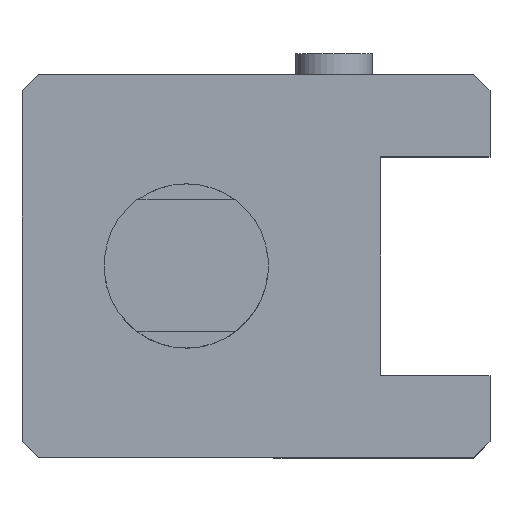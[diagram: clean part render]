
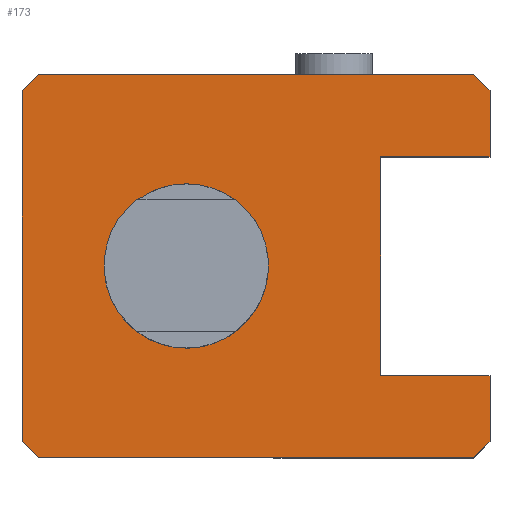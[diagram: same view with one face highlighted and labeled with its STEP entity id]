
A CAD part, top view. The second image highlights one B-rep face of the part: STEP entity #173.
In plain terms, the highlighted planar face has unit normal (0, 0, 1).
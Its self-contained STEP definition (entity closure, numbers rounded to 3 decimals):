
#50=LINE('',#680,#103);
#53=LINE('',#686,#106);
#57=LINE('',#694,#110);
#58=LINE('',#696,#111);
#66=LINE('',#714,#119);
#68=LINE('',#717,#121);
#71=LINE('',#723,#124);
#77=LINE('',#735,#130);
#84=LINE('',#747,#137);
#85=LINE('',#749,#138);
#86=LINE('',#751,#139);
#87=LINE('',#753,#140);
#103=VECTOR('',#557,1.);
#106=VECTOR('',#562,1.);
#110=VECTOR('',#568,1.);
#111=VECTOR('',#571,1.);
#119=VECTOR('',#581,1.);
#121=VECTOR('',#585,1.);
#124=VECTOR('',#590,1.);
#130=VECTOR('',#598,1.);
#137=VECTOR('',#609,1.);
#138=VECTOR('',#610,1.);
#139=VECTOR('',#611,1.);
#140=VECTOR('',#612,1.);
#173=ADVANCED_FACE('',(#221),#198,.F.);
#198=PLANE('',#523);
#221=FACE_OUTER_BOUND('',#248,.T.);
#248=EDGE_LOOP('',(#316,#317,#318,#319,#320,#321,#322,#323,#324,#325,#326,
#327));
#316=ORIENTED_EDGE('',*,*,#445,.F.);
#317=ORIENTED_EDGE('',*,*,#463,.F.);
#318=ORIENTED_EDGE('',*,*,#464,.F.);
#319=ORIENTED_EDGE('',*,*,#465,.F.);
#320=ORIENTED_EDGE('',*,*,#466,.F.);
#321=ORIENTED_EDGE('',*,*,#450,.F.);
#322=ORIENTED_EDGE('',*,*,#447,.F.);
#323=ORIENTED_EDGE('',*,*,#437,.F.);
#324=ORIENTED_EDGE('',*,*,#456,.F.);
#325=ORIENTED_EDGE('',*,*,#432,.F.);
#326=ORIENTED_EDGE('',*,*,#429,.F.);
#327=ORIENTED_EDGE('',*,*,#436,.F.);
#388=VERTEX_POINT('',#679);
#389=VERTEX_POINT('',#681);
#391=VERTEX_POINT('',#687);
#393=VERTEX_POINT('',#693);
#394=VERTEX_POINT('',#697);
#395=VERTEX_POINT('',#698);
#402=VERTEX_POINT('',#713);
#403=VERTEX_POINT('',#718);
#405=VERTEX_POINT('',#724);
#413=VERTEX_POINT('',#748);
#414=VERTEX_POINT('',#750);
#415=VERTEX_POINT('',#752);
#429=EDGE_CURVE('',#388,#389,#50,.T.);
#432=EDGE_CURVE('',#389,#391,#53,.T.);
#436=EDGE_CURVE('',#393,#388,#57,.T.);
#437=EDGE_CURVE('',#394,#395,#58,.T.);
#445=EDGE_CURVE('',#402,#393,#66,.T.);
#447=EDGE_CURVE('',#395,#403,#68,.T.);
#450=EDGE_CURVE('',#403,#405,#71,.T.);
#456=EDGE_CURVE('',#391,#394,#77,.T.);
#463=EDGE_CURVE('',#413,#402,#84,.T.);
#464=EDGE_CURVE('',#414,#413,#85,.T.);
#465=EDGE_CURVE('',#415,#414,#86,.T.);
#466=EDGE_CURVE('',#405,#415,#87,.T.);
#523=AXIS2_PLACEMENT_3D('',#754,#613,#614);
#557=DIRECTION('',(0.,1.,0.));
#562=DIRECTION('',(0.707,0.707,0.));
#568=DIRECTION('',(-0.707,0.707,0.));
#571=DIRECTION('',(0.707,-0.707,0.));
#581=DIRECTION('',(-1.,0.,0.));
#585=DIRECTION('',(0.,-1.,0.));
#590=DIRECTION('',(-1.,0.,0.));
#598=DIRECTION('',(1.,0.,0.));
#609=DIRECTION('',(-0.707,-0.707,0.));
#610=DIRECTION('',(0.,-1.,0.));
#611=DIRECTION('',(1.,0.,0.));
#612=DIRECTION('',(0.,-1.,0.));
#613=DIRECTION('',(0.,0.,-1.));
#614=DIRECTION('',(-1.,0.,0.));
#679=CARTESIAN_POINT('',(-30.,-32.,0.));
#680=CARTESIAN_POINT('',(-30.,-32.,0.));
#681=CARTESIAN_POINT('',(-30.,32.,0.));
#686=CARTESIAN_POINT('',(-30.,32.,0.));
#687=CARTESIAN_POINT('',(-27.,35.,0.));
#693=CARTESIAN_POINT('',(-27.,-35.,0.));
#694=CARTESIAN_POINT('',(-27.,-35.,0.));
#696=CARTESIAN_POINT('',(52.5,35.,0.));
#697=CARTESIAN_POINT('',(52.5,35.,0.));
#698=CARTESIAN_POINT('',(55.5,32.,0.));
#713=CARTESIAN_POINT('',(52.5,-35.,0.));
#714=CARTESIAN_POINT('',(52.5,-35.,0.));
#717=CARTESIAN_POINT('',(55.5,32.,0.));
#718=CARTESIAN_POINT('',(55.5,20.,0.));
#723=CARTESIAN_POINT('',(55.5,20.,0.));
#724=CARTESIAN_POINT('',(35.5,20.,0.));
#735=CARTESIAN_POINT('',(-27.,35.,0.));
#747=CARTESIAN_POINT('',(55.5,-32.,0.));
#748=CARTESIAN_POINT('',(55.5,-32.,0.));
#749=CARTESIAN_POINT('',(55.5,-20.,0.));
#750=CARTESIAN_POINT('',(55.5,-20.,0.));
#751=CARTESIAN_POINT('',(35.5,-20.,0.));
#752=CARTESIAN_POINT('',(35.5,-20.,0.));
#753=CARTESIAN_POINT('',(35.5,20.,0.));
#754=CARTESIAN_POINT('',(0.,0.,0.));
